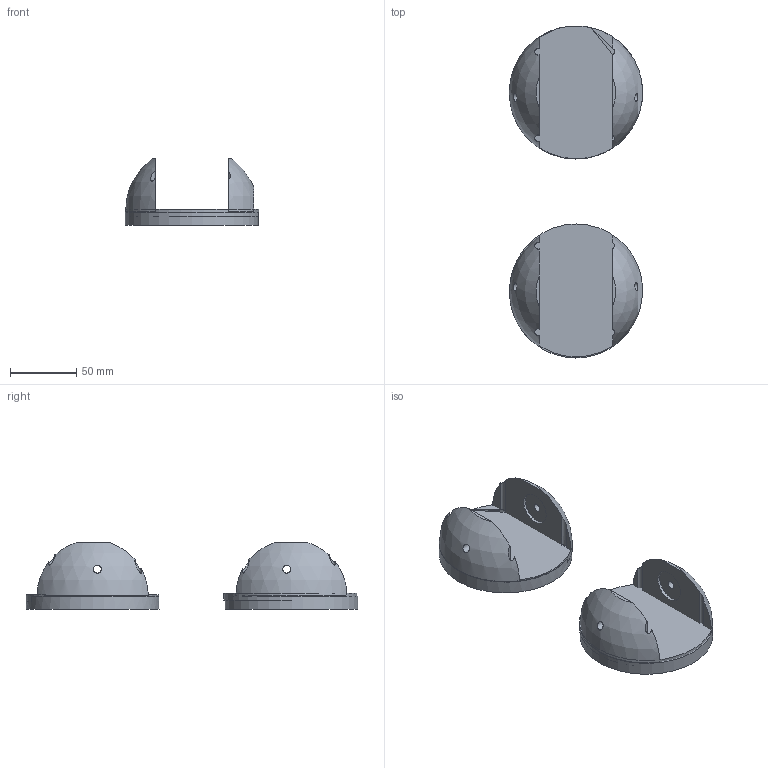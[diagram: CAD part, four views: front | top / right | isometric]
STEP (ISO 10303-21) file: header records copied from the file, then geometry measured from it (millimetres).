
FILE_DESCRIPTION(/* description */ (''),/* implementation_level */ '2;1');
FILE_NAME(/* name */ 'Part-Shoulder-1.stp',/* time_stamp */ '2018-03-18T07:01:26+06:00',/* author */ (''),/* organization */ (''),/* preprocessor_version */ 'ST-DEVELOPER v15.2',/* originating_system */ 'Autodesk Translator Framework v2.0.0.5431',/* authorisation */ '');
FILE_SCHEMA (('AUTOMOTIVE_DESIGN { 1 0 10303 214 3 1 1 }'));
Length unit declared in the file: centimetre
Products named in the file (1): ardop_shoulder
Bounding box: 100.33 x 249.79 x 50.28 mm (x, y, z)
Volume: 330156.6 mm3; surface area: 81788.8 mm2
Topology: 5 solids, 5 shells, 54 faces, 138 edges, 94 vertices
Faces by surface type: plane 32, cylinder 18, sphere 4
Full cylindrical faces by diameter (mm): 6 x4, 24 x2, 100 x4
Entity records: 1875 total; most frequent: CARTESIAN_POINT 583, DIRECTION 276, ORIENTED_EDGE 242, EDGE_CURVE 121, AXIS2_PLACEMENT_3D 118, VERTEX_POINT 87, EDGE_LOOP 72, CIRCLE 63
